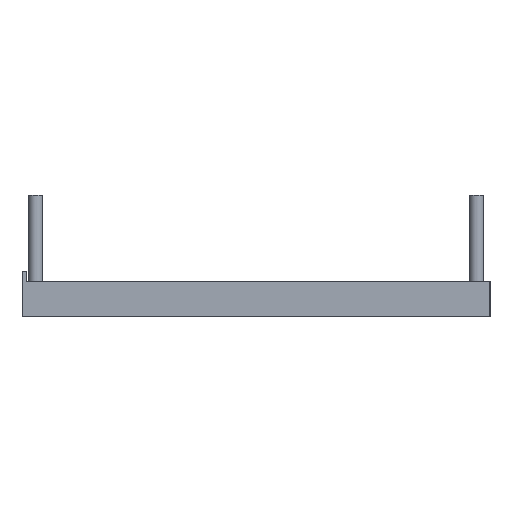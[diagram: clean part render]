
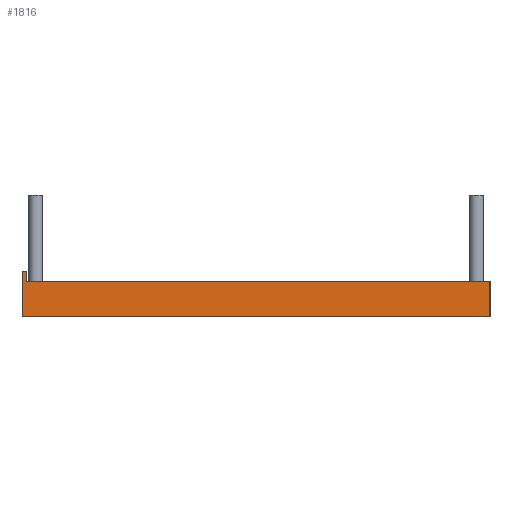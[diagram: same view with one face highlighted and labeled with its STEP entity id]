
A CAD part, left-side view. The second image highlights one B-rep face of the part: STEP entity #1816.
In plain terms, the highlighted planar face has unit normal (-1, 0, 0).
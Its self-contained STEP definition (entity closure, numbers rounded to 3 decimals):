
#83=PLANE('',#1978);
#165=FACE_OUTER_BOUND('',#311,.T.);
#311=EDGE_LOOP('',(#1294,#1295,#1296,#1297,#1298,#1299));
#651=LINE('',#2929,#761);
#657=LINE('',#2941,#767);
#662=LINE('',#2950,#772);
#664=LINE('',#2955,#774);
#665=LINE('',#2957,#775);
#666=LINE('',#2958,#776);
#761=VECTOR('',#2262,10.);
#767=VECTOR('',#2270,10.);
#772=VECTOR('',#2277,10.);
#774=VECTOR('',#2283,10.);
#775=VECTOR('',#2284,10.);
#776=VECTOR('',#2285,10.);
#872=VERTEX_POINT('',#2926);
#873=VERTEX_POINT('',#2928);
#877=VERTEX_POINT('',#2938);
#878=VERTEX_POINT('',#2940);
#882=VERTEX_POINT('',#2954);
#883=VERTEX_POINT('',#2956);
#1033=EDGE_CURVE('',#872,#873,#651,.T.);
#1039=EDGE_CURVE('',#877,#878,#657,.T.);
#1044=EDGE_CURVE('',#873,#877,#662,.T.);
#1046=EDGE_CURVE('',#882,#872,#664,.T.);
#1047=EDGE_CURVE('',#882,#883,#665,.T.);
#1048=EDGE_CURVE('',#883,#878,#666,.T.);
#1294=ORIENTED_EDGE('',*,*,#1046,.F.);
#1295=ORIENTED_EDGE('',*,*,#1047,.T.);
#1296=ORIENTED_EDGE('',*,*,#1048,.T.);
#1297=ORIENTED_EDGE('',*,*,#1039,.F.);
#1298=ORIENTED_EDGE('',*,*,#1044,.F.);
#1299=ORIENTED_EDGE('',*,*,#1033,.F.);
#1816=ADVANCED_FACE('',(#165),#83,.T.);
#1978=AXIS2_PLACEMENT_3D('',#2953,#2281,#2282);
#2262=DIRECTION('',(0.,0.,1.));
#2270=DIRECTION('',(0.,0.,-1.));
#2277=DIRECTION('',(0.,-1.,0.));
#2281=DIRECTION('center_axis',(-1.,0.,0.));
#2282=DIRECTION('ref_axis',(0.,-1.,0.));
#2283=DIRECTION('',(0.,1.,0.));
#2284=DIRECTION('',(0.,0.,1.));
#2285=DIRECTION('',(0.,1.,0.));
#2926=CARTESIAN_POINT('',(-18.,187.5,0.));
#2928=CARTESIAN_POINT('',(-18.,187.5,18.625));
#2929=CARTESIAN_POINT('',(-18.,187.5,14.5));
#2938=CARTESIAN_POINT('',(-18.,185.5,18.625));
#2940=CARTESIAN_POINT('',(-18.,185.5,14.5));
#2941=CARTESIAN_POINT('',(-18.,185.5,20.125));
#2950=CARTESIAN_POINT('',(-18.,146.125,18.625));
#2953=CARTESIAN_POINT('Origin',(-18.,174.5,14.5));
#2954=CARTESIAN_POINT('',(-18.,-3.5,0.));
#2955=CARTESIAN_POINT('',(-18.,165.,0.));
#2956=CARTESIAN_POINT('',(-18.,-3.5,14.5));
#2957=CARTESIAN_POINT('',(-18.,-3.5,0.));
#2958=CARTESIAN_POINT('',(-18.,152.,14.5));
